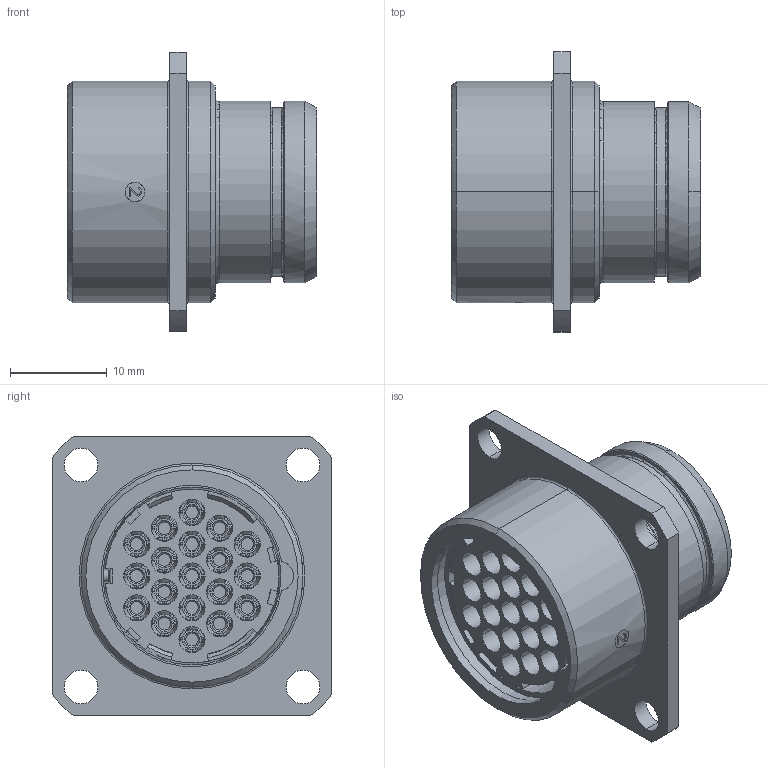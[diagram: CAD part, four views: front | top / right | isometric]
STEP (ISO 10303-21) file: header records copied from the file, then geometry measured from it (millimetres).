
FILE_DESCRIPTION((''),'2;1');
FILE_NAME('1332E319MS','2024-07-30T14:00:38',('paultorloting'),('NET AG system integration'),'CREO PARAMETRIC BY PTC INC, 2021404','CREO PARAMETRIC BY PTC INC, 2021404','');
FILE_SCHEMA(('AUTOMOTIVE_DESIGN { 1 0 10303 214 1 1 1 1 }'));
Products named in the file (1): 1332E319MS
Bounding box: 25.8 x 29 x 29 mm (x, y, z)
Volume: 6360.1 mm3; surface area: 8739.2 mm2
Topology: 1 solids, 1 shells, 2447 faces, 6566 edges, 4230 vertices
Faces by surface type: plane 1278, cylinder 812, bspline 172, cone 93, torus 92
Entity records: 102379 total; most frequent: CARTESIAN_POINT 26279, ORIENTED_EDGE 13132, DIRECTION 11694, EDGE_CURVE 6566, VERTEX_POINT 4230, AXIS2_PLACEMENT_3D 4194, VECTOR 3303, LINE 3303
